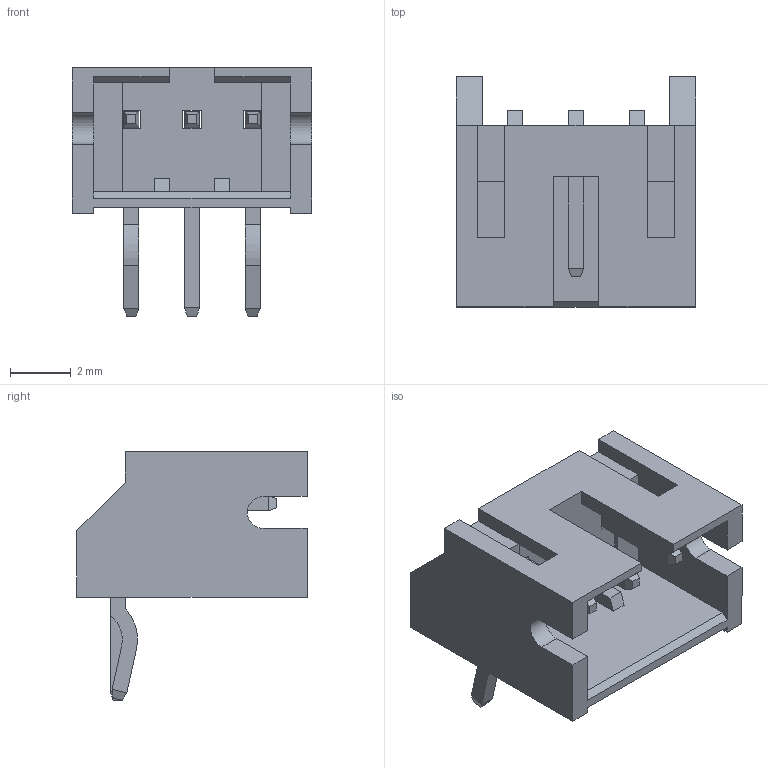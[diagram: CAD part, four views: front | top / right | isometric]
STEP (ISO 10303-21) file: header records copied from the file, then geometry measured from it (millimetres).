
FILE_DESCRIPTION(('FreeCAD Model'),'2;1');
FILE_NAME('Open CASCADE Shape Model','2026-01-16T20:14:33',(''),(''), 'Open CASCADE STEP processor 7.8','FreeCAD','Unknown');
FILE_SCHEMA(('AUTOMOTIVE_DESIGN { 1 0 10303 214 1 1 1 1 }'));
Length unit declared in the file: millimetre
Products named in the file (6): Assembly; S3B-PH-K-S004; S3B-PH-K-S; S3B-PH-K-S001; S3B-PH-K-S002; S3B-PH-K-S003
Assembly tree (5 placements, depth 3):
  Assembly
    S3B-PH-K-S004
      S3B-PH-K-S
      S3B-PH-K-S001
      S3B-PH-K-S002
      S3B-PH-K-S003
Bounding box: 7.9 x 7.6 x 8.2 mm (x, y, z)
Volume: 123.6 mm3; surface area: 412.7 mm2
Topology: 4 solids, 4 shells, 128 faces, 361 edges, 232 vertices
Faces by surface type: plane 122, cylinder 6
Entity records: 4186 total; most frequent: CARTESIAN_POINT 727, ORIENTED_EDGE 722, DIRECTION 641, EDGE_CURVE 361, LINE 349, VECTOR 349, VERTEX_POINT 232, AXIS2_PLACEMENT_3D 146
